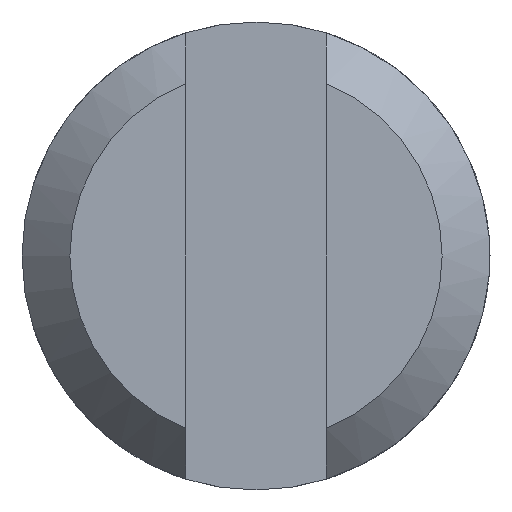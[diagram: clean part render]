
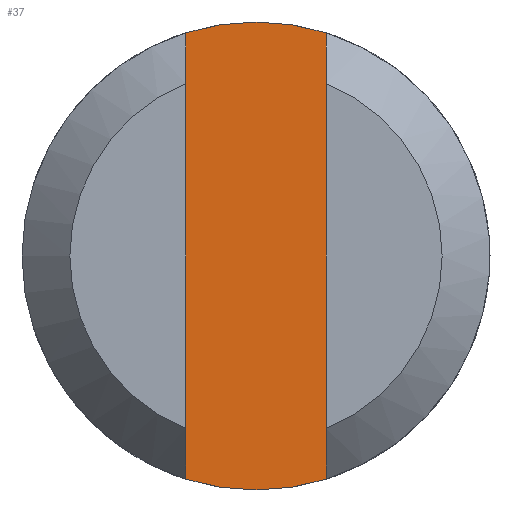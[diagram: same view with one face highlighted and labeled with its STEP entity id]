
A CAD part, left-side view. The second image highlights one B-rep face of the part: STEP entity #37.
In plain terms, the highlighted planar face has unit normal (-1, 0, 0).
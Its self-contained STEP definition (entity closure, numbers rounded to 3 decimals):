
#37 = ADVANCED_FACE( '', ( #80 ), #81, .T. );
#80 = FACE_OUTER_BOUND( '', #132, .T. );
#81 = PLANE( '', #133 );
#132 = EDGE_LOOP( '', ( #178, #179, #180, #181 ) );
#133 = AXIS2_PLACEMENT_3D( '', #182, #183, #184 );
#178 = ORIENTED_EDGE( '', *, *, #277, .T. );
#179 = ORIENTED_EDGE( '', *, *, #278, .T. );
#180 = ORIENTED_EDGE( '', *, *, #279, .T. );
#181 = ORIENTED_EDGE( '', *, *, #280, .T. );
#182 = CARTESIAN_POINT( '', ( 3., 0., 0. ) );
#183 = DIRECTION( '', ( -1., 0., 0. ) );
#184 = DIRECTION( '', ( 0., 0., 1. ) );
#277 = EDGE_CURVE( '', #314, #315, #316, .T. );
#278 = EDGE_CURVE( '', #315, #317, #318, .T. );
#279 = EDGE_CURVE( '', #317, #319, #320, .T. );
#280 = EDGE_CURVE( '', #319, #314, #321, .T. );
#314 = VERTEX_POINT( '', #367 );
#315 = VERTEX_POINT( '', #368 );
#316 = CIRCLE( '', #369, 3. );
#317 = VERTEX_POINT( '', #370 );
#318 = LINE( '', #371, #372 );
#319 = VERTEX_POINT( '', #373 );
#320 = CIRCLE( '', #374, 3. );
#321 = LINE( '', #375, #376 );
#367 = CARTESIAN_POINT( '', ( 3., 0.9, -2.862 ) );
#368 = CARTESIAN_POINT( '', ( 3., -0.9, -2.862 ) );
#369 = AXIS2_PLACEMENT_3D( '', #439, #440, #441 );
#370 = CARTESIAN_POINT( '', ( 3., -0.9, 2.862 ) );
#371 = CARTESIAN_POINT( '', ( 3., -0.9, -10.5 ) );
#372 = VECTOR( '', #442, 1000. );
#373 = CARTESIAN_POINT( '', ( 3., 0.9, 2.862 ) );
#374 = AXIS2_PLACEMENT_3D( '', #443, #444, #445 );
#375 = CARTESIAN_POINT( '', ( 3., 0.9, 10.5 ) );
#376 = VECTOR( '', #446, 1000. );
#439 = CARTESIAN_POINT( '', ( 3., 0., 0. ) );
#440 = DIRECTION( '', ( -1., 0., 0. ) );
#441 = DIRECTION( '', ( 0., 0., 1. ) );
#442 = DIRECTION( '', ( 0., 0., 1. ) );
#443 = CARTESIAN_POINT( '', ( 3., 0., 0. ) );
#444 = DIRECTION( '', ( -1., 0., 0. ) );
#445 = DIRECTION( '', ( 0., 0., 1. ) );
#446 = DIRECTION( '', ( 0., 0., -1. ) );
